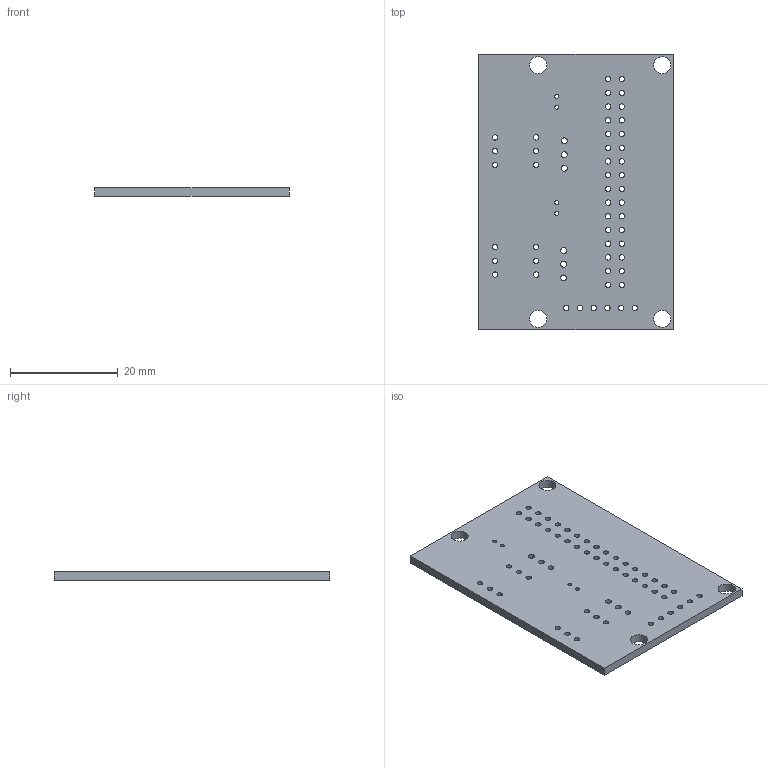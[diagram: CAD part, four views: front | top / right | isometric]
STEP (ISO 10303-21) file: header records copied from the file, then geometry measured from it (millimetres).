
FILE_DESCRIPTION(('KiCad electronic assembly'),'2;1');
FILE_NAME('ABSIS_ALE_Relay_Module.step','2023-01-09T19:40:38',('Pcbnew') ,('Kicad'),'Open CASCADE STEP processor 7.6','KiCad to STEP converter' ,'Unknown');
FILE_SCHEMA(('AUTOMOTIVE_DESIGN { 1 0 10303 214 1 1 1 1 }'));
Length unit declared in the file: millimetre
Products named in the file (2): ABSIS_ALE_Relay_Module 1; ABSIS_ALE_Relay_Module PCB
Assembly tree (1 placements, depth 2):
  ABSIS_ALE_Relay_Module 1
    ABSIS_ALE_Relay_Module PCB
Bounding box: 36 x 51 x 1.6 mm (x, y, z)
Volume: 2811.3 mm3; surface area: 4156.5 mm2
Topology: 1 solids, 1 shells, 70 faces, 204 edges, 136 vertices
Faces by surface type: cylinder 64, plane 6
Full cylindrical faces by diameter (mm): 0.75 x4, 1 x50, 1.1 x6, 3.2 x4
Entity records: 5351 total; most frequent: DIRECTION 884, CARTESIAN_POINT 820, ORIENTED_EDGE 408, PCURVE 408, DEFINITIONAL_REPRESENTATION 408, LINE 356, VECTOR 356, CIRCLE 256
